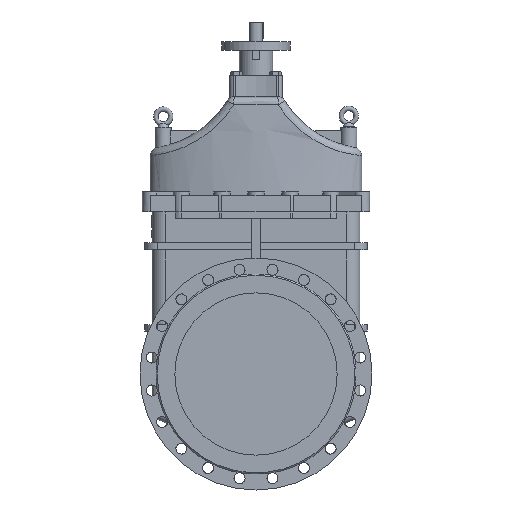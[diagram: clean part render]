
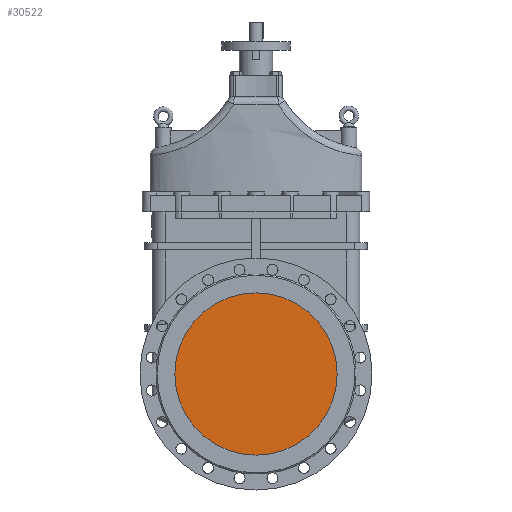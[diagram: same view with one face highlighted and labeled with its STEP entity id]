
A CAD part, front view. The second image highlights one B-rep face of the part: STEP entity #30522.
In plain terms, the highlighted planar face has unit normal (0, -1, 0).
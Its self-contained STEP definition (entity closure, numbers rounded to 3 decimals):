
#30522=ADVANCED_FACE('',(#67427),#67429,.T.);
#67427=FACE_BOUND('',#67428,.T.);
#67428=EDGE_LOOP('',(#89739,#89740));
#67429=PLANE('',#67430);
#67430=AXIS2_PLACEMENT_3D('',#67431,#67432,#67433);
#67431=CARTESIAN_POINT('',(18641.462,465.139,-149130.344));
#67432=DIRECTION('',(0.,-1.,0.));
#67433=DIRECTION('',(1.,0.,0.));
#89739=ORIENTED_EDGE('',*,*,#101601,.F.);
#89740=ORIENTED_EDGE('',*,*,#101602,.F.);
#101601=EDGE_CURVE('',#119224,#119225,#119226,.T.);
#101602=EDGE_CURVE('',#119225,#119224,#119227,.T.);
#119224=VERTEX_POINT('',#159819);
#119225=VERTEX_POINT('',#159820);
#119226=CIRCLE('',#159821,250.);
#119227=CIRCLE('',#159825,250.);
#159819=CARTESIAN_POINT('',(18891.462,465.139,-149130.344));
#159820=CARTESIAN_POINT('',(18391.462,465.139,-149130.344));
#159821=AXIS2_PLACEMENT_3D('',#159822,#159823,#159824);
#159822=CARTESIAN_POINT('',(18641.462,465.139,-149130.344));
#159823=DIRECTION('',(0.,1.,0.));
#159824=DIRECTION('',(1.,0.,0.));
#159825=AXIS2_PLACEMENT_3D('',#159826,#159827,#159828);
#159826=CARTESIAN_POINT('',(18641.462,465.139,-149130.344));
#159827=DIRECTION('',(0.,1.,0.));
#159828=DIRECTION('',(-1.,0.,0.));
